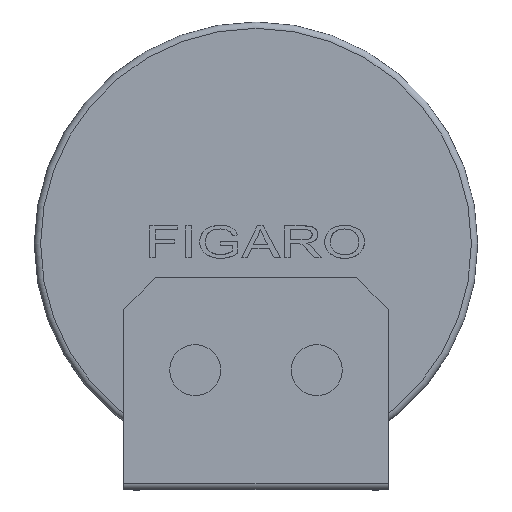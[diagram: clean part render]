
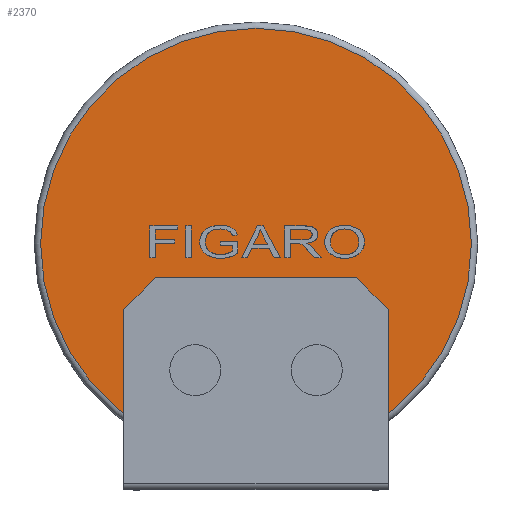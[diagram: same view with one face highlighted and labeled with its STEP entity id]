
A CAD part, top view. The second image highlights one B-rep face of the part: STEP entity #2370.
In plain terms, the highlighted planar face has unit normal (0, 0, 1).
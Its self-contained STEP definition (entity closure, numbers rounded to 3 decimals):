
#164=CIRCLE('',#2624,6.75);
#168=CIRCLE('',#2628,6.75);
#226=FACE_OUTER_BOUND('',#361,.T.);
#361=EDGE_LOOP('',(#1791,#1792));
#1049=VERTEX_POINT('',#3498);
#1050=VERTEX_POINT('',#3499);
#1318=EDGE_CURVE('',#1049,#1050,#164,.T.);
#1322=EDGE_CURVE('',#1050,#1049,#168,.T.);
#1791=ORIENTED_EDGE('',*,*,#1318,.F.);
#1792=ORIENTED_EDGE('',*,*,#1322,.F.);
#2267=PLANE('',#2632);
#2370=ADVANCED_FACE('',(#226),#2267,.T.);
#2624=AXIS2_PLACEMENT_3D('',#3500,#2935,#2936);
#2628=AXIS2_PLACEMENT_3D('',#3506,#2943,#2944);
#2632=AXIS2_PLACEMENT_3D('',#3513,#2952,#2953);
#2935=DIRECTION('center_axis',(0.,0.,-1.));
#2936=DIRECTION('ref_axis',(-1.,0.,0.));
#2943=DIRECTION('center_axis',(0.,0.,-1.));
#2944=DIRECTION('ref_axis',(-1.,0.,0.));
#2952=DIRECTION('center_axis',(0.,0.,1.));
#2953=DIRECTION('ref_axis',(1.,0.,0.));
#3498=CARTESIAN_POINT('',(6.75,0.275,6.9));
#3499=CARTESIAN_POINT('',(-6.75,0.275,6.9));
#3500=CARTESIAN_POINT('Origin',(0.,0.275,6.9));
#3506=CARTESIAN_POINT('Origin',(0.,0.275,6.9));
#3513=CARTESIAN_POINT('Origin',(0.,0.275,6.9));
